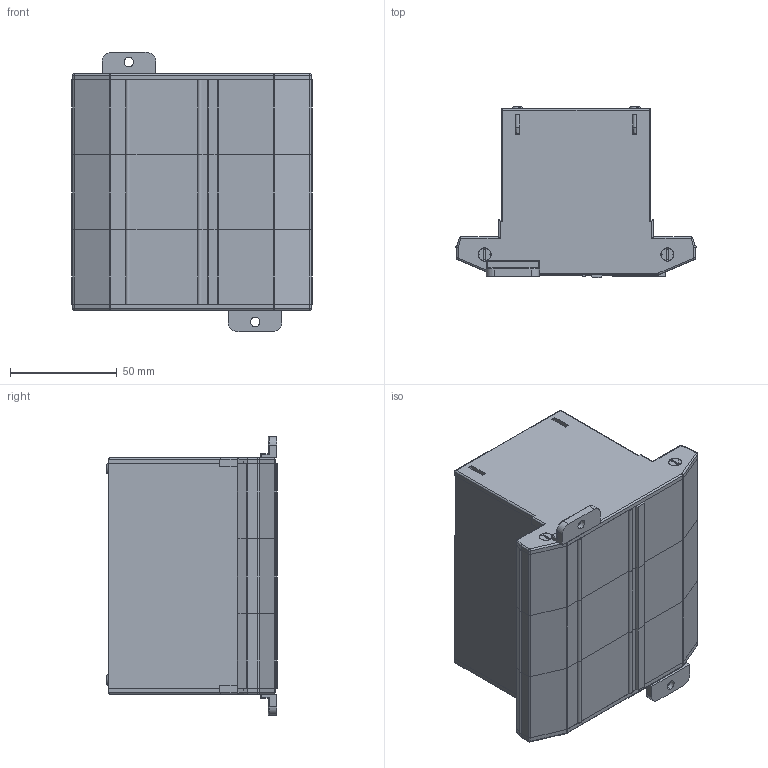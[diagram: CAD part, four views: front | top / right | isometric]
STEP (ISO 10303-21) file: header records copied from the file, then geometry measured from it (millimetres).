
FILE_DESCRIPTION (( 'STEP AP214' ), '1' );
FILE_NAME ('UEWP-105.STEP', '2022-01-17T12:25:11', ( '' ), ( '' ), 'SwSTEP 2.0', 'SolidWorks 2017', '' );
FILE_SCHEMA (( 'AUTOMOTIVE_DESIGN' ));
Length unit declared in the file: millimetre
Products named in the file (35): Spacer Piece; End Piece UE; End Plate Screw; Low Bracket UBRL; Vertical PCB UE; Horizontal PCB UE-105; Top Cover Screw; Pin 105 Solid; Base PCB UEC 105; Top cover 105; Pin 105; UEWP-105
Assembly tree (23 placements, depth 2):
  Spacer Piece
  End Plate Screw
  Low Bracket UBRL
  Low Bracket UBRL
  Vertical PCB UE
Bounding box: 112.5 x 79.8 x 130.4 mm (x, y, z)
Volume: 163072.8 mm3; surface area: 196173.1 mm2
Topology: 23 solids, 23 shells, 1543 faces, 4073 edges, 2610 vertices
Faces by surface type: plane 856, cylinder 527, torus 84, cone 52, bspline 16, sphere 8
Entity records: 24639 total; most frequent: CARTESIAN_POINT 4376, DIRECTION 4112, ORIENTED_EDGE 4024, EDGE_CURVE 2012, AXIS2_PLACEMENT_3D 1373, LINE 1366, VECTOR 1366, VERTEX_POINT 1297
